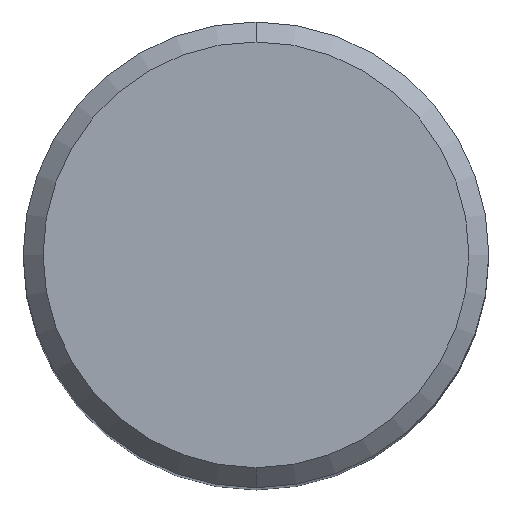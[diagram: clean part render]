
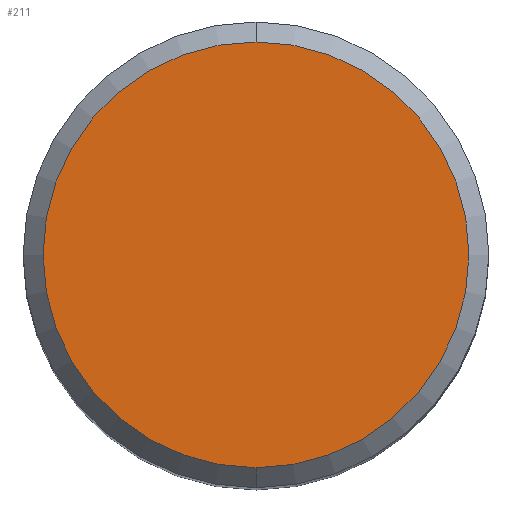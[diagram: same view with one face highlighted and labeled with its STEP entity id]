
A CAD part, top view. The second image highlights one B-rep face of the part: STEP entity #211.
In plain terms, the highlighted planar face has unit normal (0, 0, 1).
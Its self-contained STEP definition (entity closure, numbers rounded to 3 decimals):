
#211=ADVANCED_FACE('',(#514),#515,.T.);
#401=VERTEX_POINT('',#727);
#413=EDGE_CURVE('',#415,#401,#739,.T.);
#415=VERTEX_POINT('',#741);
#417=EDGE_CURVE('',#401,#415,#743,.T.);
#514=FACE_OUTER_BOUND('',#901,.T.);
#515=PLANE('',#902);
#727=CARTESIAN_POINT('',(0.,-6.4,0.0));
#739=CIRCLE('',#1406,6.4);
#741=CARTESIAN_POINT('',(0.0,6.4,0.0));
#743=CIRCLE('',#1411,6.4);
#901=EDGE_LOOP('',(#1517,#1518));
#902=AXIS2_PLACEMENT_3D('',#1519,#1520,#1521);
#1406=AXIS2_PLACEMENT_3D('',#1793,#1794,#1795);
#1411=AXIS2_PLACEMENT_3D('',#1796,#1797,#1798);
#1517=ORIENTED_EDGE('',*,*,#413,.F.);
#1518=ORIENTED_EDGE('',*,*,#417,.F.);
#1519=CARTESIAN_POINT('',(0.0,3.2,0.0));
#1520=DIRECTION('',(-0.0,0.0,1.0));
#1521=DIRECTION('',(0.0,-1.0,0.0));
#1793=CARTESIAN_POINT('',(0.0,0.0,0.0));
#1794=DIRECTION('',(0.0,0.0,-1.0));
#1795=DIRECTION('',(0.0,1.0,0.0));
#1796=CARTESIAN_POINT('',(0.0,0.0,0.0));
#1797=DIRECTION('',(0.0,0.0,-1.0));
#1798=DIRECTION('',(0.0,1.0,0.0));
